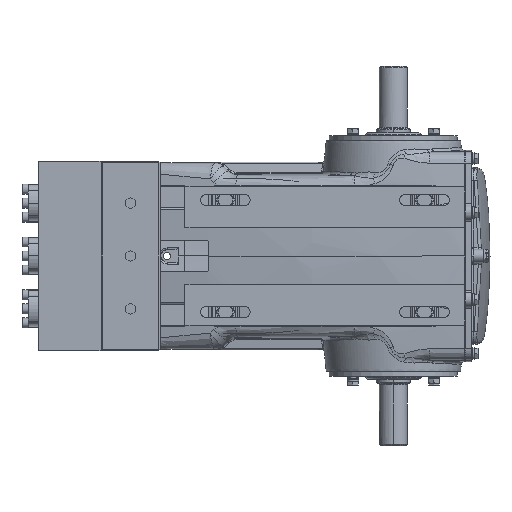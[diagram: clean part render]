
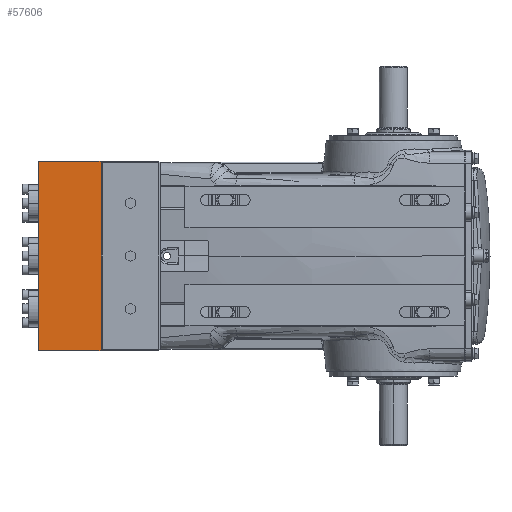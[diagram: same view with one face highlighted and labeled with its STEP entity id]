
A CAD part, front view. The second image highlights one B-rep face of the part: STEP entity #57606.
In plain terms, the highlighted planar face has unit normal (0, -1, 0).
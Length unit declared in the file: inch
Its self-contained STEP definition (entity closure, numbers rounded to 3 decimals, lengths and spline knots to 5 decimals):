
#675 = VECTOR ( 'NONE', #51362, 39.37008 ) ;
#7155 = CARTESIAN_POINT ( 'NONE',  ( -22.44094, -3.77953, -5.98425 ) ) ;
#7288 = VERTEX_POINT ( 'NONE', #23373 ) ;
#17957 = CARTESIAN_POINT ( 'NONE',  ( -22.44094, -3.77953, 5.98425 ) ) ;
#18315 = CARTESIAN_POINT ( 'NONE',  ( -22.44094, -3.77953, -5.98425 ) ) ;
#20829 = PLANE ( 'NONE',  #25270 ) ;
#23014 = LINE ( 'NONE', #56038, #32640 ) ;
#23119 = CARTESIAN_POINT ( 'NONE',  ( -18.50394, -3.77953, -5.98425 ) ) ;
#23373 = CARTESIAN_POINT ( 'NONE',  ( -18.50394, -3.77953, 5.98425 ) ) ;
#25270 = AXIS2_PLACEMENT_3D ( 'NONE', #30022, #63024, #96101 ) ;
#27733 = EDGE_LOOP ( 'NONE', ( #59353, #76308, #54625, #76623 ) ) ;
#29813 = CARTESIAN_POINT ( 'NONE',  ( -22.44094, -3.77953, -5.98425 ) ) ;
#30022 = CARTESIAN_POINT ( 'NONE',  ( -22.44094, -3.77953, -5.98425 ) ) ;
#32640 = VECTOR ( 'NONE', #89068, 39.37008 ) ;
#41579 = VECTOR ( 'NONE', #62818, 39.37008 ) ;
#45260 = CARTESIAN_POINT ( 'NONE',  ( -22.44094, -3.77953, 5.98425 ) ) ;
#51011 = DIRECTION ( 'NONE',  ( 1., 0., 0. ) ) ;
#51362 = DIRECTION ( 'NONE',  ( 1., 0., 0. ) ) ;
#54625 = ORIENTED_EDGE ( 'NONE', *, *, #60697, .F. ) ;
#56038 = CARTESIAN_POINT ( 'NONE',  ( -18.50394, -3.77953, -5.98425 ) ) ;
#56085 = VERTEX_POINT ( 'NONE', #45260 ) ;
#57606 = ADVANCED_FACE ( 'NONE', ( #95051 ), #20829, .F. ) ;
#59353 = ORIENTED_EDGE ( 'NONE', *, *, #77485, .T. ) ;
#60697 = EDGE_CURVE ( 'NONE', #72998, #56085, #104021, .T. ) ;
#62818 = DIRECTION ( 'NONE',  ( 0., 0., 1. ) ) ;
#63024 = DIRECTION ( 'NONE',  ( 0., 1., 0. ) ) ;
#72998 = VERTEX_POINT ( 'NONE', #7155 ) ;
#73630 = EDGE_CURVE ( 'NONE', #72998, #73763, #92536, .T. ) ;
#73763 = VERTEX_POINT ( 'NONE', #23119 ) ;
#76308 = ORIENTED_EDGE ( 'NONE', *, *, #103229, .F. ) ;
#76623 = ORIENTED_EDGE ( 'NONE', *, *, #73630, .T. ) ;
#77485 = EDGE_CURVE ( 'NONE', #73763, #7288, #23014, .T. ) ;
#89068 = DIRECTION ( 'NONE',  ( 0., 0., 1. ) ) ;
#91683 = VECTOR ( 'NONE', #51011, 39.37008 ) ;
#92186 = LINE ( 'NONE', #17957, #91683 ) ;
#92536 = LINE ( 'NONE', #18315, #675 ) ;
#95051 = FACE_OUTER_BOUND ( 'NONE', #27733, .T. ) ;
#96101 = DIRECTION ( 'NONE',  ( -1., 0., 0. ) ) ;
#103229 = EDGE_CURVE ( 'NONE', #56085, #7288, #92186, .T. ) ;
#104021 = LINE ( 'NONE', #29813, #41579 ) ;
